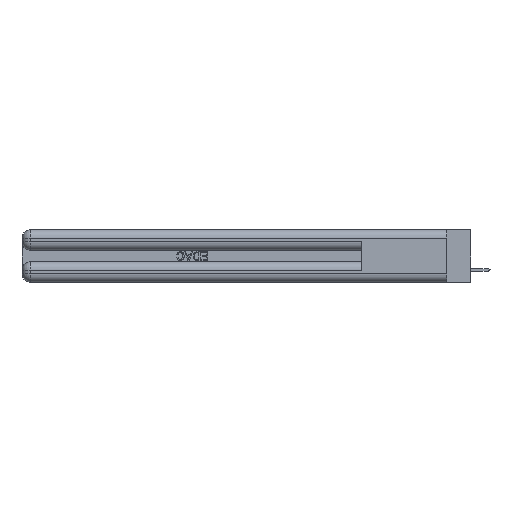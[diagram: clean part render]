
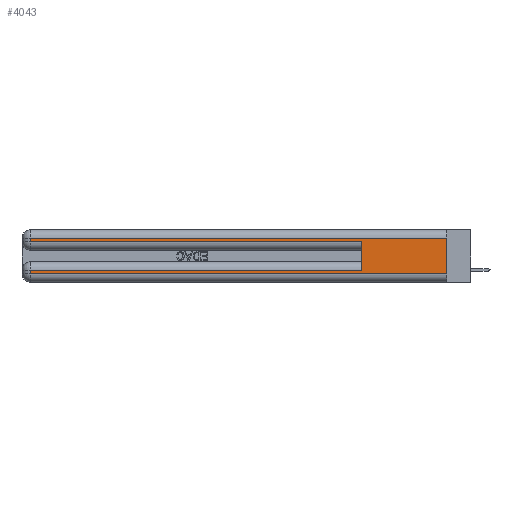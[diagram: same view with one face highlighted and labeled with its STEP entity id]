
A CAD part, left-side view. The second image highlights one B-rep face of the part: STEP entity #4043.
In plain terms, the highlighted planar face has unit normal (-1, 0, 0).
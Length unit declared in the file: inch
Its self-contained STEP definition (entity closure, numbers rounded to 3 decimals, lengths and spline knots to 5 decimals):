
#267 = VECTOR ( 'NONE', #10230, 39.37008 ) ;
#1700 = VECTOR ( 'NONE', #11740, 39.37008 ) ;
#1770 = VERTEX_POINT ( 'NONE', #32051 ) ;
#2342 = DIRECTION ( 'NONE',  ( 0., 0., -1. ) ) ;
#2889 = LINE ( 'NONE', #32634, #52573 ) ;
#3232 = VERTEX_POINT ( 'NONE', #49707 ) ;
#4043 = ADVANCED_FACE ( 'NONE', ( #11511 ), #53189, .F. ) ;
#4561 = EDGE_CURVE ( 'NONE', #33283, #1770, #5015, .T. ) ;
#4688 = CARTESIAN_POINT ( 'NONE',  ( 0., 0.6, 0.145 ) ) ;
#5015 = LINE ( 'NONE', #46697, #26620 ) ;
#5481 = CARTESIAN_POINT ( 'NONE',  ( 0., 0., 0.31 ) ) ;
#5960 = CARTESIAN_POINT ( 'NONE',  ( 0., 0., 0.37 ) ) ;
#7335 = VERTEX_POINT ( 'NONE', #33311 ) ;
#7669 = EDGE_CURVE ( 'NONE', #7335, #1770, #2889, .T. ) ;
#8852 = LINE ( 'NONE', #4688, #25117 ) ;
#9900 = VERTEX_POINT ( 'NONE', #45809 ) ;
#9914 = EDGE_CURVE ( 'NONE', #53799, #38248, #8852, .T. ) ;
#10230 = DIRECTION ( 'NONE',  ( 0., 0., -1. ) ) ;
#10355 = ORIENTED_EDGE ( 'NONE', *, *, #46390, .T. ) ;
#10628 = LINE ( 'NONE', #31499, #14104 ) ;
#11180 = LINE ( 'NONE', #45053, #13183 ) ;
#11511 = FACE_OUTER_BOUND ( 'NONE', #48960, .T. ) ;
#11740 = DIRECTION ( 'NONE',  ( 0., 1., 0. ) ) ;
#11892 = ORIENTED_EDGE ( 'NONE', *, *, #7669, .T. ) ;
#11974 = ORIENTED_EDGE ( 'NONE', *, *, #4561, .F. ) ;
#12703 = DIRECTION ( 'NONE',  ( 0., -1., 0. ) ) ;
#12839 = CARTESIAN_POINT ( 'NONE',  ( 0., 2.94, 0.085 ) ) ;
#13183 = VECTOR ( 'NONE', #14274, 39.37008 ) ;
#14104 = VECTOR ( 'NONE', #35656, 39.37008 ) ;
#14274 = DIRECTION ( 'NONE',  ( 0., 0., -1. ) ) ;
#15121 = DIRECTION ( 'NONE',  ( 0., -1., 0. ) ) ;
#15789 = CARTESIAN_POINT ( 'NONE',  ( 0., 0.6, 0.085 ) ) ;
#17835 = ORIENTED_EDGE ( 'NONE', *, *, #24069, .T. ) ;
#17911 = EDGE_CURVE ( 'NONE', #9900, #38248, #33831, .T. ) ;
#19859 = ORIENTED_EDGE ( 'NONE', *, *, #17911, .T. ) ;
#20156 = ORIENTED_EDGE ( 'NONE', *, *, #9914, .F. ) ;
#21973 = DIRECTION ( 'NONE',  ( 0., 0., -1. ) ) ;
#23505 = CARTESIAN_POINT ( 'NONE',  ( 0., 0., 0.085 ) ) ;
#24069 = EDGE_CURVE ( 'NONE', #33283, #3232, #10628, .T. ) ;
#25117 = VECTOR ( 'NONE', #46633, 39.37008 ) ;
#26620 = VECTOR ( 'NONE', #21973, 39.37008 ) ;
#30050 = CARTESIAN_POINT ( 'NONE',  ( 0., 0.6, 0.285 ) ) ;
#30500 = CARTESIAN_POINT ( 'NONE',  ( 0., 0., 0.285 ) ) ;
#31499 = CARTESIAN_POINT ( 'NONE',  ( 0., 0., 0.31 ) ) ;
#32051 = CARTESIAN_POINT ( 'NONE',  ( 0., 0., 0.06 ) ) ;
#32634 = CARTESIAN_POINT ( 'NONE',  ( 0., 0., 0.06 ) ) ;
#33283 = VERTEX_POINT ( 'NONE', #5481 ) ;
#33311 = CARTESIAN_POINT ( 'NONE',  ( 0., 2.94, 0.06 ) ) ;
#33664 = ORIENTED_EDGE ( 'NONE', *, *, #45088, .T. ) ;
#33831 = LINE ( 'NONE', #30500, #37764 ) ;
#35656 = DIRECTION ( 'NONE',  ( 0., 1., 0. ) ) ;
#36813 = DIRECTION ( 'NONE',  ( 1., 0., 0. ) ) ;
#37764 = VECTOR ( 'NONE', #12703, 39.37008 ) ;
#37860 = LINE ( 'NONE', #23505, #1700 ) ;
#38073 = ORIENTED_EDGE ( 'NONE', *, *, #52426, .T. ) ;
#38248 = VERTEX_POINT ( 'NONE', #30050 ) ;
#45053 = CARTESIAN_POINT ( 'NONE',  ( 0., 2.94, 0.37 ) ) ;
#45088 = EDGE_CURVE ( 'NONE', #51671, #7335, #11180, .T. ) ;
#45809 = CARTESIAN_POINT ( 'NONE',  ( 0., 2.94, 0.285 ) ) ;
#46390 = EDGE_CURVE ( 'NONE', #53799, #51671, #37860, .T. ) ;
#46633 = DIRECTION ( 'NONE',  ( 0., 0., 1. ) ) ;
#46697 = CARTESIAN_POINT ( 'NONE',  ( 0., 0., 0.37 ) ) ;
#48556 = LINE ( 'NONE', #48835, #267 ) ;
#48835 = CARTESIAN_POINT ( 'NONE',  ( 0., 2.94, 0.37 ) ) ;
#48960 = EDGE_LOOP ( 'NONE', ( #11974, #17835, #38073, #19859, #20156, #10355, #33664, #11892 ) ) ;
#49707 = CARTESIAN_POINT ( 'NONE',  ( 0., 2.94, 0.31 ) ) ;
#51671 = VERTEX_POINT ( 'NONE', #12839 ) ;
#52307 = AXIS2_PLACEMENT_3D ( 'NONE', #5960, #36813, #2342 ) ;
#52426 = EDGE_CURVE ( 'NONE', #3232, #9900, #48556, .T. ) ;
#52573 = VECTOR ( 'NONE', #15121, 39.37008 ) ;
#53189 = PLANE ( 'NONE',  #52307 ) ;
#53799 = VERTEX_POINT ( 'NONE', #15789 ) ;
